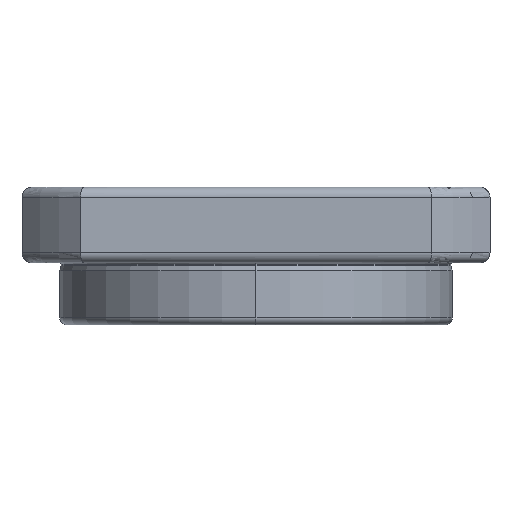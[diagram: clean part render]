
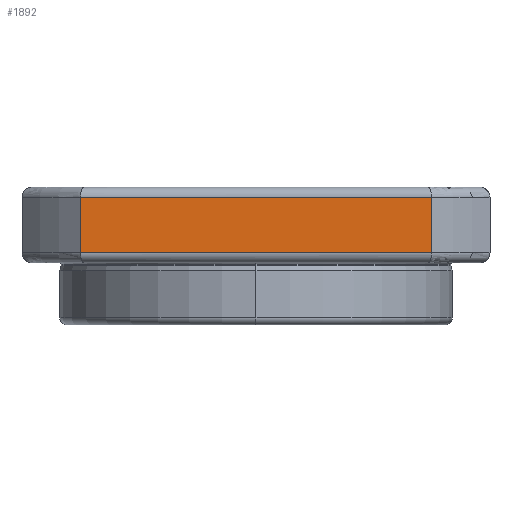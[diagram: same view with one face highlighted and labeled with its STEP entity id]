
A CAD part, left-side view. The second image highlights one B-rep face of the part: STEP entity #1892.
In plain terms, the highlighted planar face has unit normal (-1, 0, 0).
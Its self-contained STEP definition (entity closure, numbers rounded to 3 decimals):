
#24 = VECTOR ( 'NONE', #957, 1000. ) ;
#124 = VECTOR ( 'NONE', #4536, 1000. ) ;
#247 = ORIENTED_EDGE ( 'NONE', *, *, #3167, .F. ) ;
#369 = CARTESIAN_POINT ( 'NONE',  ( -34., 34., -10.001 ) ) ;
#546 = ORIENTED_EDGE ( 'NONE', *, *, #3813, .F. ) ;
#584 = EDGE_CURVE ( 'NONE', #4296, #2144, #2990, .T. ) ;
#666 = ORIENTED_EDGE ( 'NONE', *, *, #4325, .F. ) ;
#957 = DIRECTION ( 'NONE',  ( 0., 0., 1. ) ) ;
#1172 = DIRECTION ( 'NONE',  ( 0., -1., 0. ) ) ;
#1331 = DIRECTION ( 'NONE',  ( 0., 0., -1. ) ) ;
#1396 = CARTESIAN_POINT ( 'NONE',  ( -34., 25.5, 8.5 ) ) ;
#1472 = DIRECTION ( 'NONE',  ( -1., 0., 0. ) ) ;
#1892 = ADVANCED_FACE ( 'NONE', ( #3641 ), #4033, .T. ) ;
#1957 = LINE ( 'NONE', #4196, #24 ) ;
#2144 = VERTEX_POINT ( 'NONE', #3938 ) ;
#2282 = AXIS2_PLACEMENT_3D ( 'NONE', #369, #1472, #3984 ) ;
#2477 = VERTEX_POINT ( 'NONE', #1396 ) ;
#2865 = VERTEX_POINT ( 'NONE', #4106 ) ;
#2943 = ORIENTED_EDGE ( 'NONE', *, *, #584, .T. ) ;
#2990 = LINE ( 'NONE', #4166, #124 ) ;
#3167 = EDGE_CURVE ( 'NONE', #2865, #2144, #3471, .T. ) ;
#3289 = EDGE_LOOP ( 'NONE', ( #2943, #247, #546, #666 ) ) ;
#3339 = VECTOR ( 'NONE', #1331, 1000. ) ;
#3471 = LINE ( 'NONE', #4216, #3339 ) ;
#3565 = LINE ( 'NONE', #3705, #4390 ) ;
#3641 = FACE_OUTER_BOUND ( 'NONE', #3289, .T. ) ;
#3705 = CARTESIAN_POINT ( 'NONE',  ( -34., 34.656, 8.5 ) ) ;
#3813 = EDGE_CURVE ( 'NONE', #2477, #2865, #3565, .T. ) ;
#3938 = CARTESIAN_POINT ( 'NONE',  ( -34., -25.5, 0.5 ) ) ;
#3984 = DIRECTION ( 'NONE',  ( 0., 0., 1. ) ) ;
#4033 = PLANE ( 'NONE',  #2282 ) ;
#4106 = CARTESIAN_POINT ( 'NONE',  ( -34., -25.5, 8.5 ) ) ;
#4166 = CARTESIAN_POINT ( 'NONE',  ( -34., 34.656, 0.5 ) ) ;
#4196 = CARTESIAN_POINT ( 'NONE',  ( -34., 25.5, 10. ) ) ;
#4216 = CARTESIAN_POINT ( 'NONE',  ( -34., -25.5, 10. ) ) ;
#4296 = VERTEX_POINT ( 'NONE', #4550 ) ;
#4325 = EDGE_CURVE ( 'NONE', #4296, #2477, #1957, .T. ) ;
#4390 = VECTOR ( 'NONE', #1172, 1000. ) ;
#4536 = DIRECTION ( 'NONE',  ( 0., -1., 0. ) ) ;
#4550 = CARTESIAN_POINT ( 'NONE',  ( -34., 25.5, 0.5 ) ) ;
